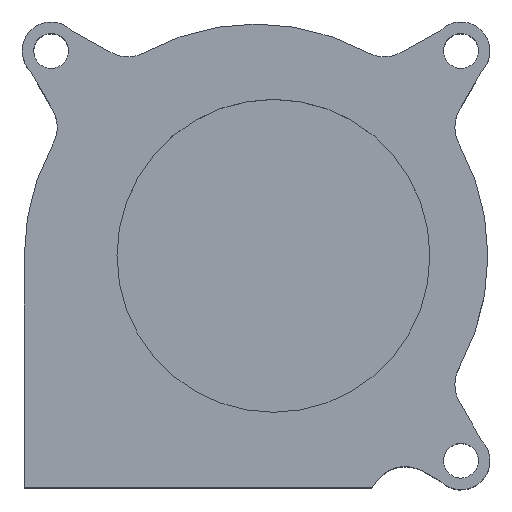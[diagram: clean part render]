
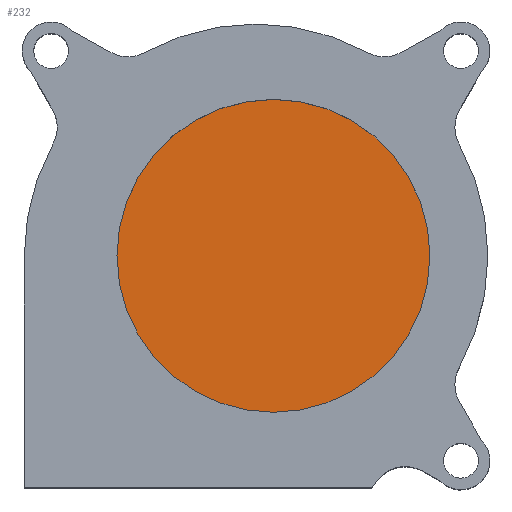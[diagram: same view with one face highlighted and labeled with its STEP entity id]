
A CAD part, top view. The second image highlights one B-rep face of the part: STEP entity #232.
In plain terms, the highlighted planar face has unit normal (0, 0, 1).
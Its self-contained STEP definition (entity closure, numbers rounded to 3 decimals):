
#62 = PLANE ( 'NONE',  #283 ) ;
#182 = CARTESIAN_POINT ( 'NONE',  ( -12., 0., 15. ) ) ;
#232 = ADVANCED_FACE ( 'NONE', ( #730 ), #62, .T. ) ;
#258 = AXIS2_PLACEMENT_3D ( 'NONE', #1321, #599, #1215 ) ;
#283 = AXIS2_PLACEMENT_3D ( 'NONE', #497, #598, #1319 ) ;
#329 = ORIENTED_EDGE ( 'NONE', *, *, #1147, .T. ) ;
#372 = CIRCLE ( 'NONE', #830, 13.5 ) ;
#467 = EDGE_CURVE ( 'NONE', #1251, #1129, #1323, .T. ) ;
#497 = CARTESIAN_POINT ( 'NONE',  ( 1.5, 0., 15. ) ) ;
#596 = DIRECTION ( 'NONE',  ( 1., 0., 0. ) ) ;
#598 = DIRECTION ( 'NONE',  ( 0., 0., 1. ) ) ;
#599 = DIRECTION ( 'NONE',  ( 0., 0., 1. ) ) ;
#702 = CARTESIAN_POINT ( 'NONE',  ( 1.5, 0., 15. ) ) ;
#730 = FACE_OUTER_BOUND ( 'NONE', #840, .T. ) ;
#830 = AXIS2_PLACEMENT_3D ( 'NONE', #702, #1317, #596 ) ;
#840 = EDGE_LOOP ( 'NONE', ( #1080, #329 ) ) ;
#1070 = CARTESIAN_POINT ( 'NONE',  ( 15., 0., 15. ) ) ;
#1080 = ORIENTED_EDGE ( 'NONE', *, *, #467, .T. ) ;
#1129 = VERTEX_POINT ( 'NONE', #182 ) ;
#1147 = EDGE_CURVE ( 'NONE', #1129, #1251, #372, .T. ) ;
#1215 = DIRECTION ( 'NONE',  ( 1., 0., 0. ) ) ;
#1251 = VERTEX_POINT ( 'NONE', #1070 ) ;
#1317 = DIRECTION ( 'NONE',  ( 0., 0., 1. ) ) ;
#1319 = DIRECTION ( 'NONE',  ( 1., 0., 0. ) ) ;
#1321 = CARTESIAN_POINT ( 'NONE',  ( 1.5, 0., 15. ) ) ;
#1323 = CIRCLE ( 'NONE', #258, 13.5 ) ;
